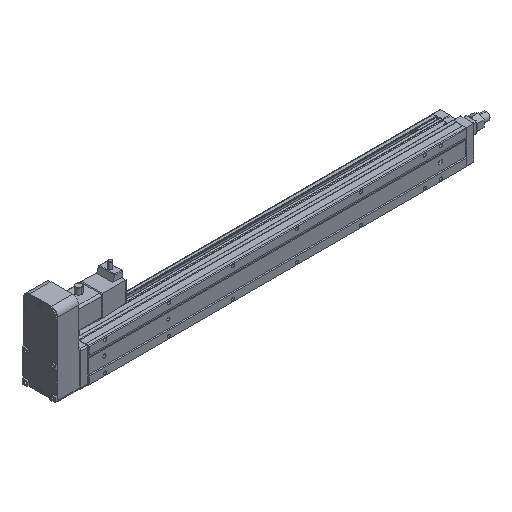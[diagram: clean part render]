
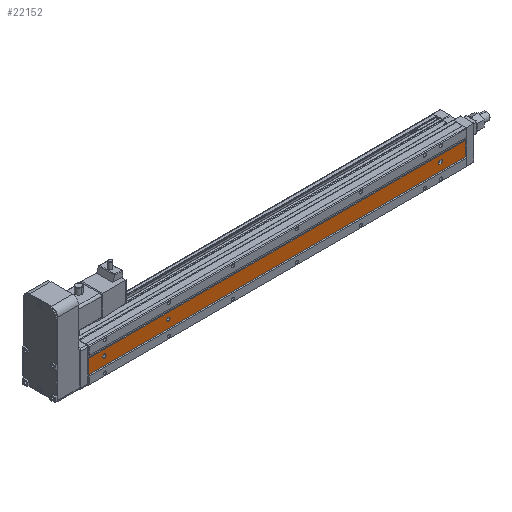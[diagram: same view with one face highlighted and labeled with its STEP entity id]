
A CAD part, isometric view. The second image highlights one B-rep face of the part: STEP entity #22152.
In plain terms, the highlighted planar face has unit normal (0, -1, 0).
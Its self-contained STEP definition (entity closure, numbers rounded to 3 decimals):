
#259 = DIRECTION ( 'NONE',  ( 0., -1., 0. ) ) ;
#392 = EDGE_CURVE ( 'NONE', #12974, #22618, #9244, .T. ) ;
#403 = CARTESIAN_POINT ( 'NONE',  ( 25., 1., 0. ) ) ;
#822 = DIRECTION ( 'NONE',  ( 0., 0., -1. ) ) ;
#1105 = CARTESIAN_POINT ( 'NONE',  ( 25., 1., -2.5 ) ) ;
#1553 = DIRECTION ( 'NONE',  ( 0., -1., 0. ) ) ;
#1671 = ORIENTED_EDGE ( 'NONE', *, *, #392, .F. ) ;
#2282 = DIRECTION ( 'NONE',  ( 0., 0., 1. ) ) ;
#2290 = CARTESIAN_POINT ( 'NONE',  ( 551., 1., -2.5 ) ) ;
#2311 = CARTESIAN_POINT ( 'NONE',  ( 590., 1., 9.286 ) ) ;
#2320 = CARTESIAN_POINT ( 'NONE',  ( 551., 1., 2.5 ) ) ;
#3460 = DIRECTION ( 'NONE',  ( -1., 0., 0. ) ) ;
#3492 = CARTESIAN_POINT ( 'NONE',  ( 590., 1., 2.5 ) ) ;
#3956 = DIRECTION ( 'NONE',  ( 0., -1., 0. ) ) ;
#4097 = CARTESIAN_POINT ( 'NONE',  ( 125., 1., 0. ) ) ;
#4152 = VERTEX_POINT ( 'NONE', #12003 ) ;
#4284 = DIRECTION ( 'NONE',  ( 0., -1., 0. ) ) ;
#4657 = CARTESIAN_POINT ( 'NONE',  ( 0., 1., -13. ) ) ;
#5050 = CIRCLE ( 'NONE', #11039, 2.5 ) ;
#5192 = EDGE_CURVE ( 'NONE', #7339, #16788, #19057, .T. ) ;
#5405 = DIRECTION ( 'NONE',  ( 0., 0., 1. ) ) ;
#5586 = DIRECTION ( 'NONE',  ( 0., 0., 1. ) ) ;
#5759 = DIRECTION ( 'NONE',  ( -1., 0., 0. ) ) ;
#5824 = DIRECTION ( 'NONE',  ( -1., 0., 0. ) ) ;
#6620 = ORIENTED_EDGE ( 'NONE', *, *, #24483, .F. ) ;
#6797 = FACE_OUTER_BOUND ( 'NONE', #23309, .T. ) ;
#6944 = VECTOR ( 'NONE', #15040, 1000. ) ;
#7339 = VERTEX_POINT ( 'NONE', #23553 ) ;
#7492 = ORIENTED_EDGE ( 'NONE', *, *, #17462, .F. ) ;
#8019 = CARTESIAN_POINT ( 'NONE',  ( 590., 1., -13. ) ) ;
#8864 = AXIS2_PLACEMENT_3D ( 'NONE', #10568, #259, #20875 ) ;
#9244 = CIRCLE ( 'NONE', #24214, 2.5 ) ;
#10091 = VERTEX_POINT ( 'NONE', #4657 ) ;
#10568 = CARTESIAN_POINT ( 'NONE',  ( 551., 1., 0. ) ) ;
#10617 = CARTESIAN_POINT ( 'NONE',  ( 590., 1., -13. ) ) ;
#10971 = CIRCLE ( 'NONE', #19521, 2.5 ) ;
#11039 = AXIS2_PLACEMENT_3D ( 'NONE', #4097, #3956, #12130 ) ;
#11301 = CARTESIAN_POINT ( 'NONE',  ( 0., 1., 9.286 ) ) ;
#11442 = LINE ( 'NONE', #11301, #23441 ) ;
#11728 = CARTESIAN_POINT ( 'NONE',  ( 590., 1., 9.286 ) ) ;
#12003 = CARTESIAN_POINT ( 'NONE',  ( 125., 1., 2.5 ) ) ;
#12130 = DIRECTION ( 'NONE',  ( 0., 0., 1. ) ) ;
#12239 = CIRCLE ( 'NONE', #13511, 2.5 ) ;
#12381 = CIRCLE ( 'NONE', #22660, 2.5 ) ;
#12702 = EDGE_CURVE ( 'NONE', #16616, #16551, #19417, .T. ) ;
#12974 = VERTEX_POINT ( 'NONE', #23462 ) ;
#13226 = FACE_BOUND ( 'NONE', #19437, .T. ) ;
#13383 = EDGE_LOOP ( 'NONE', ( #24777, #7492, #17574, #6620 ) ) ;
#13511 = AXIS2_PLACEMENT_3D ( 'NONE', #17382, #25831, #5586 ) ;
#13745 = ORIENTED_EDGE ( 'NONE', *, *, #23981, .F. ) ;
#14094 = DIRECTION ( 'NONE',  ( 0., -1., 0. ) ) ;
#14284 = ORIENTED_EDGE ( 'NONE', *, *, #25818, .T. ) ;
#14609 = EDGE_CURVE ( 'NONE', #4152, #22077, #12239, .T. ) ;
#15040 = DIRECTION ( 'NONE',  ( 1., 0., 0. ) ) ;
#15422 = DIRECTION ( 'NONE',  ( 0., 0., -1. ) ) ;
#15437 = CARTESIAN_POINT ( 'NONE',  ( 0., 1., 9.286 ) ) ;
#15599 = DIRECTION ( 'NONE',  ( 0., 0., 1. ) ) ;
#15637 = VERTEX_POINT ( 'NONE', #18788 ) ;
#16000 = EDGE_CURVE ( 'NONE', #26411, #15637, #16192, .T. ) ;
#16192 = LINE ( 'NONE', #3492, #23434 ) ;
#16368 = EDGE_CURVE ( 'NONE', #22077, #4152, #5050, .T. ) ;
#16551 = VERTEX_POINT ( 'NONE', #10617 ) ;
#16585 = VECTOR ( 'NONE', #5824, 1000. ) ;
#16616 = VERTEX_POINT ( 'NONE', #2311 ) ;
#16788 = VERTEX_POINT ( 'NONE', #2290 ) ;
#17094 = EDGE_CURVE ( 'NONE', #16551, #10091, #24085, .T. ) ;
#17382 = CARTESIAN_POINT ( 'NONE',  ( 125., 1., 0. ) ) ;
#17462 = EDGE_CURVE ( 'NONE', #15637, #7339, #12381, .T. ) ;
#17574 = ORIENTED_EDGE ( 'NONE', *, *, #16000, .F. ) ;
#17914 = VERTEX_POINT ( 'NONE', #15437 ) ;
#17985 = CARTESIAN_POINT ( 'NONE',  ( 25., 1., 0. ) ) ;
#18788 = CARTESIAN_POINT ( 'NONE',  ( 549., 1., 2.5 ) ) ;
#18926 = CARTESIAN_POINT ( 'NONE',  ( 590., 1., -2.5 ) ) ;
#19057 = LINE ( 'NONE', #18926, #6944 ) ;
#19417 = LINE ( 'NONE', #21439, #20742 ) ;
#19437 = EDGE_LOOP ( 'NONE', ( #13745, #1671 ) ) ;
#19521 = AXIS2_PLACEMENT_3D ( 'NONE', #17985, #14094, #5405 ) ;
#19723 = ORIENTED_EDGE ( 'NONE', *, *, #17094, .F. ) ;
#20620 = ORIENTED_EDGE ( 'NONE', *, *, #16368, .F. ) ;
#20742 = VECTOR ( 'NONE', #822, 1000. ) ;
#20762 = ORIENTED_EDGE ( 'NONE', *, *, #25130, .T. ) ;
#20875 = DIRECTION ( 'NONE',  ( 0., 0., 1. ) ) ;
#21272 = DIRECTION ( 'NONE',  ( 1., 0., 0. ) ) ;
#21398 = PLANE ( 'NONE',  #24628 ) ;
#21439 = CARTESIAN_POINT ( 'NONE',  ( 590., 1., 9.286 ) ) ;
#22077 = VERTEX_POINT ( 'NONE', #24879 ) ;
#22152 = ADVANCED_FACE ( 'NONE', ( #6797, #25417, #13226, #25280 ), #21398, .F. ) ;
#22311 = CARTESIAN_POINT ( 'NONE',  ( 549., 1., 0. ) ) ;
#22618 = VERTEX_POINT ( 'NONE', #1105 ) ;
#22655 = ORIENTED_EDGE ( 'NONE', *, *, #12702, .F. ) ;
#22660 = AXIS2_PLACEMENT_3D ( 'NONE', #22311, #1553, #15599 ) ;
#23281 = CARTESIAN_POINT ( 'NONE',  ( 590., 1., 9.286 ) ) ;
#23309 = EDGE_LOOP ( 'NONE', ( #20762, #19723, #22655, #14284 ) ) ;
#23414 = DIRECTION ( 'NONE',  ( 0., 1., 0. ) ) ;
#23434 = VECTOR ( 'NONE', #5759, 1000. ) ;
#23441 = VECTOR ( 'NONE', #15422, 1000. ) ;
#23445 = ORIENTED_EDGE ( 'NONE', *, *, #14609, .F. ) ;
#23462 = CARTESIAN_POINT ( 'NONE',  ( 25., 1., 2.5 ) ) ;
#23553 = CARTESIAN_POINT ( 'NONE',  ( 549., 1., -2.5 ) ) ;
#23655 = LINE ( 'NONE', #11728, #16585 ) ;
#23981 = EDGE_CURVE ( 'NONE', #22618, #12974, #10971, .T. ) ;
#24085 = LINE ( 'NONE', #8019, #24348 ) ;
#24214 = AXIS2_PLACEMENT_3D ( 'NONE', #403, #4284, #2282 ) ;
#24348 = VECTOR ( 'NONE', #3460, 1000. ) ;
#24483 = EDGE_CURVE ( 'NONE', #16788, #26411, #26390, .T. ) ;
#24628 = AXIS2_PLACEMENT_3D ( 'NONE', #23281, #23414, #21272 ) ;
#24777 = ORIENTED_EDGE ( 'NONE', *, *, #5192, .F. ) ;
#24879 = CARTESIAN_POINT ( 'NONE',  ( 125., 1., -2.5 ) ) ;
#25130 = EDGE_CURVE ( 'NONE', #17914, #10091, #11442, .T. ) ;
#25280 = FACE_BOUND ( 'NONE', #25348, .T. ) ;
#25348 = EDGE_LOOP ( 'NONE', ( #20620, #23445 ) ) ;
#25417 = FACE_BOUND ( 'NONE', #13383, .T. ) ;
#25818 = EDGE_CURVE ( 'NONE', #16616, #17914, #23655, .T. ) ;
#25831 = DIRECTION ( 'NONE',  ( 0., -1., 0. ) ) ;
#26390 = CIRCLE ( 'NONE', #8864, 2.5 ) ;
#26411 = VERTEX_POINT ( 'NONE', #2320 ) ;
